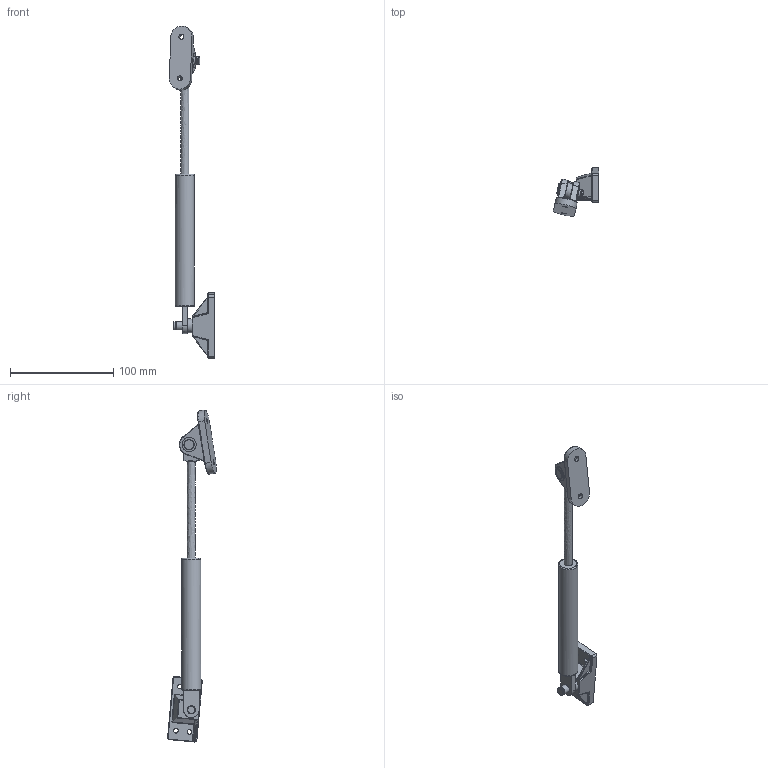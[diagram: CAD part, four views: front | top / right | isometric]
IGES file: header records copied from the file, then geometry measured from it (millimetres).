
Global section: file name: 700012; native system: Autodesk Inventor 2021; preprocessor: unknown; author: Mrówczyńska,,; organization: 11; date: 20221010.101655; units: millimetre
Bounding box: 44.02 x 47.34 x 322.12 mm (x, y, z)
Volume: 67844.6 mm3; surface area: 34282.1 mm2
Topology: 6 solids, 6 shells, 310 faces, 810 edges, 512 vertices
Faces by surface type: bspline 310
